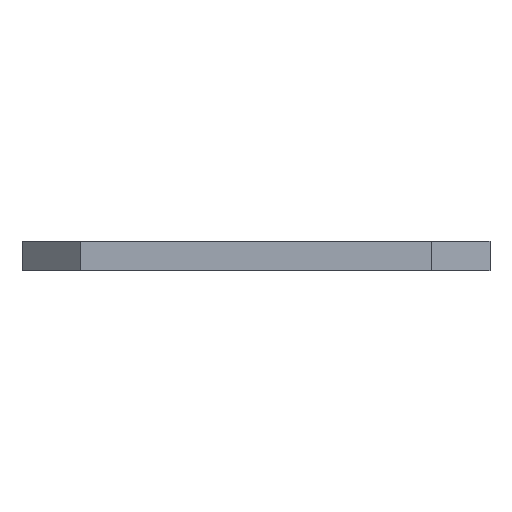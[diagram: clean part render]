
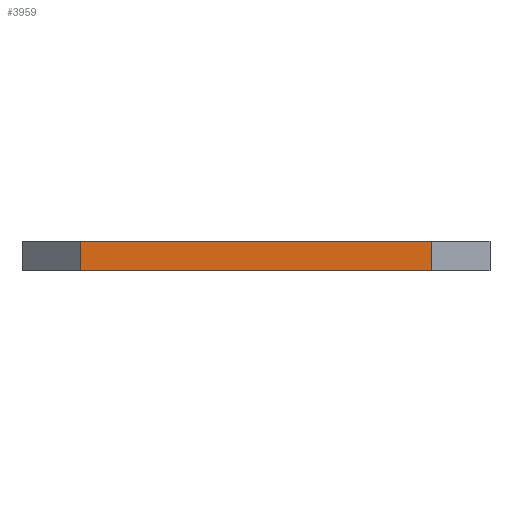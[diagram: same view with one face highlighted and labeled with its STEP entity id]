
A CAD part, left-side view. The second image highlights one B-rep face of the part: STEP entity #3959.
In plain terms, the highlighted planar face has unit normal (-1, 0, 0).
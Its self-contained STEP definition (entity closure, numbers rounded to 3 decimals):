
#3959=ADVANCED_FACE('',(#8436),#8437,.T.);
#8436=FACE_OUTER_BOUND('',#13166,.T.);
#8437=PLANE('',#13167);
#13166=EDGE_LOOP('',(#24441,#24442,#24443,#24444));
#13167=AXIS2_PLACEMENT_3D('',#24445,#24446,#24447);
#24441=ORIENTED_EDGE('',*,*,#27604,.T.);
#24442=ORIENTED_EDGE('',*,*,#27624,.T.);
#24443=ORIENTED_EDGE('',*,*,#27617,.T.);
#24444=ORIENTED_EDGE('',*,*,#29453,.T.);
#24445=CARTESIAN_POINT('',(-400.0,-350.0,0.0));
#24446=DIRECTION('',(-1.0,0.0,0.0));
#24447=DIRECTION('',(0.0,0.0,1.0));
#27604=EDGE_CURVE('',#34151,#34155,#34157,.T.);
#27617=EDGE_CURVE('',#34180,#34177,#34181,.T.);
#27624=EDGE_CURVE('',#34155,#34180,#34189,.T.);
#29453=EDGE_CURVE('',#34177,#34151,#36018,.T.);
#34151=VERTEX_POINT('',#41758);
#34155=VERTEX_POINT('',#41764);
#34157=LINE('',#41767,#41768);
#34177=VERTEX_POINT('',#41796);
#34180=VERTEX_POINT('',#41800);
#34181=LINE('',#41801,#41802);
#34189=LINE('',#41815,#41816);
#36018=LINE('',#43646,#43647);
#41758=CARTESIAN_POINT('',(-400.0,-300.0,0.0));
#41764=CARTESIAN_POINT('',(-400.0,-300.0,50.0));
#41767=CARTESIAN_POINT('',(-400.0,-300.0,25.0));
#41768=VECTOR('',#47827,10.0);
#41796=CARTESIAN_POINT('',(-400.0,300.0,0.0));
#41800=CARTESIAN_POINT('',(-400.0,300.0,50.0));
#41801=CARTESIAN_POINT('',(-400.0,300.0,25.0));
#41802=VECTOR('',#47837,10.0);
#41815=CARTESIAN_POINT('',(-400.0,350.0,50.0));
#41816=VECTOR('',#47843,1.0);
#43646=CARTESIAN_POINT('',(-400.0,350.0,0.0));
#43647=VECTOR('',#50971,1.0);
#47827=DIRECTION('',(0.0,0.0,1.0));
#47837=DIRECTION('',(-0.0,-0.0,-1.0));
#47843=DIRECTION('',(0.0,1.0,0.0));
#50971=DIRECTION('',(0.0,-1.0,0.0));
